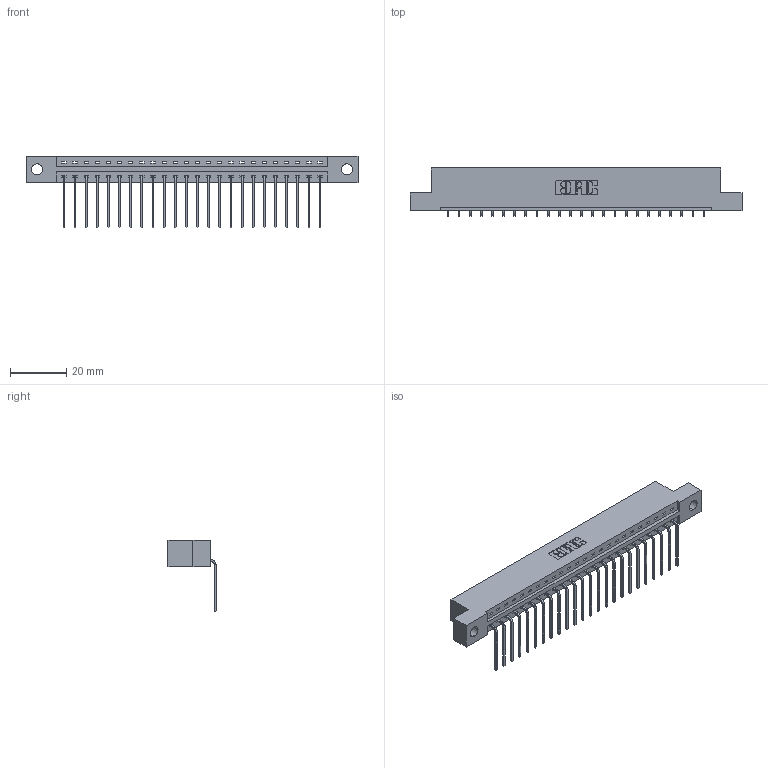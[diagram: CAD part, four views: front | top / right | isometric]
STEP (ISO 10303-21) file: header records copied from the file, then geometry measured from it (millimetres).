
FILE_DESCRIPTION (( 'STEP AP203' ), '1' );
FILE_NAME ('387-024-559-104.STEP', '2018-09-15T13:19:36', ( '' ), ( '' ), 'SwSTEP 2.0', 'SolidWorks 2016', '' );
FILE_SCHEMA (( 'CONFIG_CONTROL_DESIGN' ));
Length unit declared in the file: inch
Products named in the file (3): 387-024-559-104; 337 Part_Flush Mounting Lugs - 0.156 Dia-TH; 345-292-001_558 559 Tail - 1
Assembly tree (25 placements, depth 2):
  387-024-559-104
    337 Part_Flush Mounting Lugs - 0.156 Dia-TH
    345-292-001_558 559 Tail - 1  x24
Bounding box: 118.11 x 17.09 x 25.53 mm (x, y, z)
Volume: 12042.4 mm3; surface area: 12630.7 mm2
Topology: 25 solids, 25 shells, 1650 faces, 4967 edges, 3278 vertices
Faces by surface type: plane 1222, cylinder 428
Entity records: 20255 total; most frequent: CARTESIAN_POINT 3534, ORIENTED_EDGE 3494, DIRECTION 3011, EDGE_CURVE 1747, VECTOR 1619, LINE 1619, VERTEX_POINT 1162, AXIS2_PLACEMENT_3D 696
